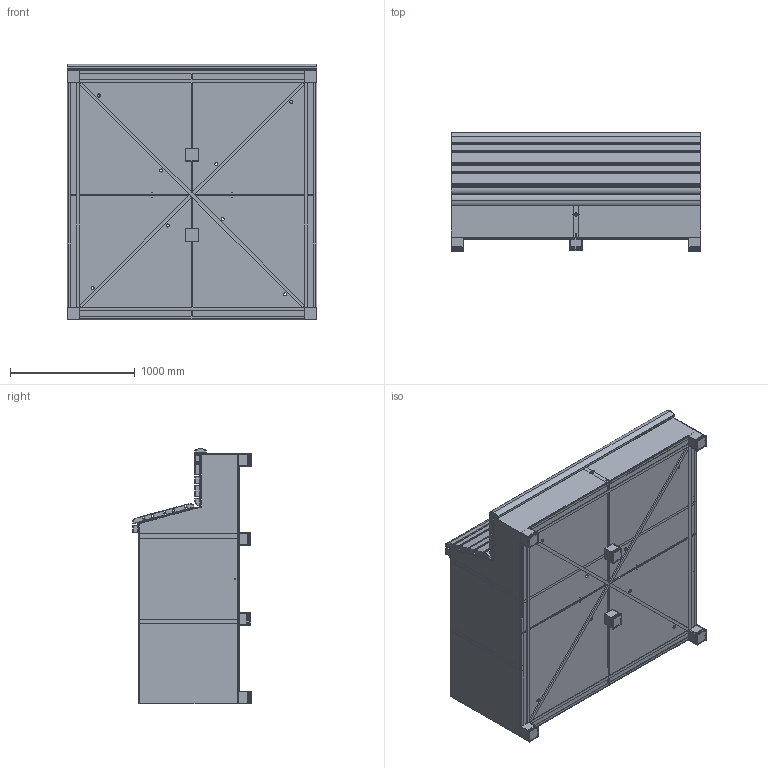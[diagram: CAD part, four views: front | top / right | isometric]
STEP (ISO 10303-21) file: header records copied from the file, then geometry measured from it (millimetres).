
FILE_DESCRIPTION (( 'STEP AP203' ), '1' );
FILE_NAME ('GP.2000.SB.Al.STEP', '2021-03-30T14:55:34', ( '' ), ( '' ), 'SwSTEP 2.0', 'SolidWorks 2020', '' );
FILE_SCHEMA (( 'CONFIG_CONTROL_DESIGN' ));
Length unit declared in the file: millimetre
Products named in the file (36): GP.2000.SB.Al; GP.2000.SB.Al Wall-1; GP.2000.SB.Al Bottom strip-2; GP.2000.SB.Al Wood strip-1; GP.2000.SB.Al Wall-4; GP.2000.SB.Al Wood strip; GP.2000.SB.Al Bottom strip-1; GP.2000.SB.Al Reinforcement-3; GP.2000.SB.Al Wood 90x40; GP.2000.SB.Al Reinforcement-5; GP.2000.SB.Al Base; GP.2000.SB.Al Wall-2; GP.2000.SB.Al Wood backrest; GP.2000.SB.Al Bottom-1; GP.2000.SB.Al Wood 90x40 top; GP.2000.SB.Al Reinforcement-4; GP.2000.SB.Al Reinforcement-1; GP.2000.SB.Al Reinforcement-2; FURNS Brandtag sticker; GP.2000.SB.Al Bottom strip-3; GP.2000.SB.Al Wood 90x40 front; GP.2000.SB.Al Wood seat; GP.2000.SB.Al Wood strip-2; GP.2000.SB.Al Feet plate middle; GP.2000.SB.Al Wall-3; GP.2000.SB.Al Wood backrest strip; GP.2000.SB.Al Reinforcement wall; GP.2000.SB.Al Wood 60x40; GP.2000.SB.Al Seat; GP.2000.SB.Al Reinforcement-6; GP.2000.SB.Al Wood 60x40 end; GP.2000.SB.Al Feet plate; GP.2000.SB.Al Plastic feet 100x100
Assembly tree (76 placements, depth 4):
  GP.2000.SB.Al
    GP.2000.SB.Al Base
      GP.2000.SB.Al Wall-1
      GP.2000.SB.Al Wall-2
      GP.2000.SB.Al Wall-3
      GP.2000.SB.Al Wall-4
      GP.2000.SB.Al Seat
      GP.2000.SB.Al Feet plate  x4
      GP.2000.SB.Al Feet plate middle  x4
      GP.2000.SB.Al Bottom-1  x4
      GP.2000.SB.Al Reinforcement-4
      GP.2000.SB.Al Reinforcement-3
      GP.2000.SB.Al Reinforcement-6
      GP.2000.SB.Al Reinforcement-5
      GP.2000.SB.Al Reinforcement-2
      GP.2000.SB.Al Reinforcement wall  x2
      GP.2000.SB.Al Reinforcement-1  x6
      GP.2000.SB.Al Bottom strip-2  x2
      GP.2000.SB.Al Bottom strip-3  x4
      GP.2000.SB.Al Bottom strip-1
    GP.2000.SB.Al Wood backrest
      GP.2000.SB.Al Wood 90x40 top
      GP.2000.SB.Al Wood 60x40  x3
      GP.2000.SB.Al Wood 90x40  x2
      GP.2000.SB.Al Wood 60x40 end
      GP.2000.SB.Al Wood backrest strip  x4
    GP.2000.SB.Al Wood seat
      GP.2000.SB.Al Wood 90x40 front
      GP.2000.SB.Al Wood 60x40  x2
      GP.2000.SB.Al Wood 90x40  x2
      GP.2000.SB.Al Wood 60x40 end
      GP.2000.SB.Al Wood strip
        GP.2000.SB.Al Wood strip-1
        GP.2000.SB.Al Wood strip-2
      GP.2000.SB.Al Wood strip
        GP.2000.SB.Al Wood strip-1
        GP.2000.SB.Al Wood strip-2
      GP.2000.SB.Al Wood strip
        GP.2000.SB.Al Wood strip-1
        GP.2000.SB.Al Wood strip-2
      GP.2000.SB.Al Wood strip
        GP.2000.SB.Al Wood strip-1
        GP.2000.SB.Al Wood strip-2
    FURNS Brandtag sticker
    GP.2000.SB.Al Plastic feet 100x100  x6
Bounding box: 2000 x 946.11 x 2046 mm (x, y, z)
Volume: 136397555.3 mm3; surface area: 36629065.2 mm2
Topology: 69 solids, 69 shells, 3202 faces, 8024 edges, 4904 vertices
Faces by surface type: plane 1789, cylinder 957, cone 208, sphere 126, bspline 114, torus 8
Entity records: 53571 total; most frequent: CARTESIAN_POINT 10508, ORIENTED_EDGE 8122, DIRECTION 7435, EDGE_CURVE 4061, VECTOR 3041, LINE 3041, VERTEX_POINT 2558, AXIS2_PLACEMENT_3D 2197
